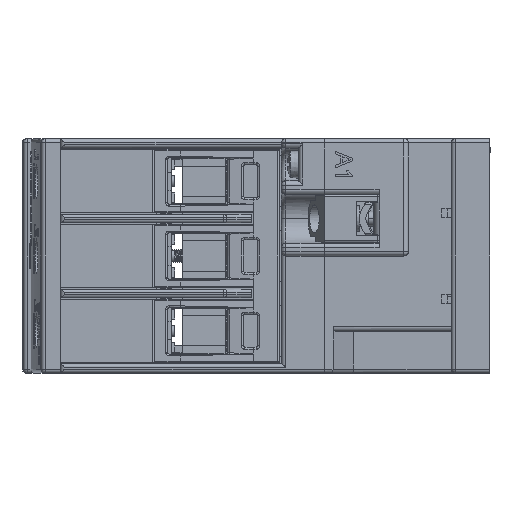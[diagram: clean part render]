
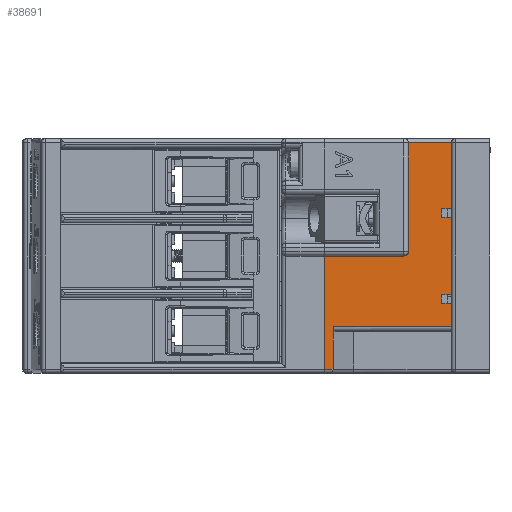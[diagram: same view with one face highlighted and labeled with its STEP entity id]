
A CAD part, left-side view. The second image highlights one B-rep face of the part: STEP entity #38691.
In plain terms, the highlighted planar face has unit normal (-1, 0, 0).
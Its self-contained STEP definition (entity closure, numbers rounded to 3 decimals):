
#10861 = ORIENTED_EDGE ( 'NONE', *, *, #21825, .T. ) ;
#10883 = ORIENTED_EDGE ( 'NONE', *, *, #21833, .T. ) ;
#10942 = ORIENTED_EDGE ( 'NONE', *, *, #25809, .T. ) ;
#10943 = ORIENTED_EDGE ( 'NONE', *, *, #21537, .F. ) ;
#10947 = ORIENTED_EDGE ( 'NONE', *, *, #21524, .F. ) ;
#10990 = ORIENTED_EDGE ( 'NONE', *, *, #25841, .F. ) ;
#10994 = ORIENTED_EDGE ( 'NONE', *, *, #21878, .F. ) ;
#10999 = ORIENTED_EDGE ( 'NONE', *, *, #21806, .F. ) ;
#11003 = ORIENTED_EDGE ( 'NONE', *, *, #21868, .T. ) ;
#11012 = ORIENTED_EDGE ( 'NONE', *, *, #21808, .T. ) ;
#11016 = ORIENTED_EDGE ( 'NONE', *, *, #21799, .F. ) ;
#11046 = ORIENTED_EDGE ( 'NONE', *, *, #21840, .F. ) ;
#11057 = ORIENTED_EDGE ( 'NONE', *, *, #21412, .F. ) ;
#16612 = VECTOR ( 'NONE', #165904, 1000. ) ;
#16731 = VECTOR ( 'NONE', #165795, 1000. ) ;
#16787 = VECTOR ( 'NONE', #166093, 1000. ) ;
#16806 = VECTOR ( 'NONE', #165962, 1000. ) ;
#17193 = VECTOR ( 'NONE', #59346, 1000. ) ;
#17204 = VECTOR ( 'NONE', #59384, 1000. ) ;
#17208 = VECTOR ( 'NONE', #59403, 1000. ) ;
#17235 = VECTOR ( 'NONE', #59644, 1000. ) ;
#17248 = VECTOR ( 'NONE', #59669, 1000. ) ;
#17256 = VECTOR ( 'NONE', #59740, 1000. ) ;
#17304 = VECTOR ( 'NONE', #60157, 1000. ) ;
#17325 = VECTOR ( 'NONE', #59756, 1000. ) ;
#17340 = VECTOR ( 'NONE', #59480, 1000. ) ;
#18994 = LINE ( 'NONE', #166010, #16612 ) ;
#19027 = LINE ( 'NONE', #166021, #16731 ) ;
#19044 = LINE ( 'NONE', #165859, #16787 ) ;
#19049 = LINE ( 'NONE', #166152, #16806 ) ;
#19147 = LINE ( 'NONE', #59344, #17193 ) ;
#19150 = LINE ( 'NONE', #59378, #17204 ) ;
#19151 = LINE ( 'NONE', #59390, #17208 ) ;
#19157 = LINE ( 'NONE', #59641, #17235 ) ;
#19160 = LINE ( 'NONE', #59667, #17248 ) ;
#19162 = LINE ( 'NONE', #59736, #17256 ) ;
#19173 = LINE ( 'NONE', #60155, #17304 ) ;
#19178 = LINE ( 'NONE', #60132, #17325 ) ;
#19182 = LINE ( 'NONE', #59717, #17340 ) ;
#21412 = EDGE_CURVE ( 'NONE', #39646, #40137, #18994, .T. ) ;
#21486 = EDGE_CURVE ( 'NONE', #170900, #39646, #19027, .T. ) ;
#21524 = EDGE_CURVE ( 'NONE', #170834, #40332, #19044, .T. ) ;
#21537 = EDGE_CURVE ( 'NONE', #40691, #39868, #19049, .T. ) ;
#21799 = EDGE_CURVE ( 'NONE', #40623, #39801, #19147, .T. ) ;
#21806 = EDGE_CURVE ( 'NONE', #40211, #40148, #19150, .T. ) ;
#21808 = EDGE_CURVE ( 'NONE', #40623, #40193, #19151, .T. ) ;
#21825 = EDGE_CURVE ( 'NONE', #39754, #39747, #19157, .T. ) ;
#21833 = EDGE_CURVE ( 'NONE', #170834, #39868, #19160, .T. ) ;
#21840 = EDGE_CURVE ( 'NONE', #39801, #39853, #19162, .T. ) ;
#21868 = EDGE_CURVE ( 'NONE', #40691, #39754, #19173, .T. ) ;
#21878 = EDGE_CURVE ( 'NONE', #39853, #39747, #19178, .T. ) ;
#21888 = EDGE_CURVE ( 'NONE', #40332, #40524, #19182, .T. ) ;
#25759 = EDGE_CURVE ( 'NONE', #170900, #40684, #66527, .T. ) ;
#25760 = EDGE_CURVE ( 'NONE', #40684, #40148, #66530, .T. ) ;
#25809 = EDGE_CURVE ( 'NONE', #40211, #40524, #134897, .T. ) ;
#25841 = EDGE_CURVE ( 'NONE', #40137, #40193, #66609, .T. ) ;
#31027 = EDGE_LOOP ( 'NONE', ( #10947, #10883, #10943, #11003, #10861, #10994, #11046, #11016, #11012, #10990, #11057, #141288, #140919, #140402, #10999, #10942, #140383 ) ) ;
#38691 = ADVANCED_FACE ( 'NONE', ( #157579 ), #192553, .F. ) ;
#39646 = VERTEX_POINT ( 'NONE', #155118 ) ;
#39747 = VERTEX_POINT ( 'NONE', #80813 ) ;
#39754 = VERTEX_POINT ( 'NONE', #80827 ) ;
#39801 = VERTEX_POINT ( 'NONE', #80918 ) ;
#39853 = VERTEX_POINT ( 'NONE', #81008 ) ;
#39868 = VERTEX_POINT ( 'NONE', #81032 ) ;
#40137 = VERTEX_POINT ( 'NONE', #81537 ) ;
#40148 = VERTEX_POINT ( 'NONE', #81557 ) ;
#40193 = VERTEX_POINT ( 'NONE', #81630 ) ;
#40211 = VERTEX_POINT ( 'NONE', #81657 ) ;
#40332 = VERTEX_POINT ( 'NONE', #81893 ) ;
#40524 = VERTEX_POINT ( 'NONE', #82269 ) ;
#40623 = VERTEX_POINT ( 'NONE', #94314 ) ;
#40684 = VERTEX_POINT ( 'NONE', #94354 ) ;
#40691 = VERTEX_POINT ( 'NONE', #94358 ) ;
#59344 = CARTESIAN_POINT ( 'NONE',  ( -50.652, -1.746, -9.027 ) ) ;
#59346 = DIRECTION ( 'NONE',  ( 0., 1., 0. ) ) ;
#59378 = CARTESIAN_POINT ( 'NONE',  ( -50.652, 6.078, 15.346 ) ) ;
#59384 = DIRECTION ( 'NONE',  ( 0., 0., 1. ) ) ;
#59390 = CARTESIAN_POINT ( 'NONE',  ( -50.652, -3.952, -27.382 ) ) ;
#59403 = DIRECTION ( 'NONE',  ( 0., 0., 1. ) ) ;
#59480 = DIRECTION ( 'NONE',  ( 0., -1., 0. ) ) ;
#59641 = CARTESIAN_POINT ( 'NONE',  ( -50.652, -3.952, -27.382 ) ) ;
#59644 = DIRECTION ( 'NONE',  ( 0., 0., 1. ) ) ;
#59667 = CARTESIAN_POINT ( 'NONE',  ( -50.652, 25.636, -26.379 ) ) ;
#59669 = DIRECTION ( 'NONE',  ( 0., -1., 0. ) ) ;
#59717 = CARTESIAN_POINT ( 'NONE',  ( -50.652, 45.659, 0. ) ) ;
#59736 = CARTESIAN_POINT ( 'NONE',  ( -50.652, -1.746, -9.027 ) ) ;
#59740 = DIRECTION ( 'NONE',  ( 0., 0., -1. ) ) ;
#59756 = DIRECTION ( 'NONE',  ( 0., -1., 0. ) ) ;
#60132 = CARTESIAN_POINT ( 'NONE',  ( -50.652, -1.746, -11.033 ) ) ;
#60155 = CARTESIAN_POINT ( 'NONE',  ( -50.652, -3.952, -16.55 ) ) ;
#60157 = DIRECTION ( 'NONE',  ( 0., -1., 0. ) ) ;
#66527 = LINE ( 'NONE', #131332, #134870 ) ;
#66530 = LINE ( 'NONE', #131334, #134871 ) ;
#66609 = LINE ( 'NONE', #69621, #134930 ) ;
#69462 = CARTESIAN_POINT ( 'NONE',  ( -50.652, 7.081, 1.003 ) ) ;
#69464 = DIRECTION ( 'NONE',  ( 1., 0., 0. ) ) ;
#69465 = DIRECTION ( 'NONE',  ( 0., -1., 0. ) ) ;
#69621 = CARTESIAN_POINT ( 'NONE',  ( -50.652, -1.746, 9.027 ) ) ;
#69623 = DIRECTION ( 'NONE',  ( 0., -1., 0. ) ) ;
#80813 = CARTESIAN_POINT ( 'NONE',  ( -50.652, -3.952, -11.033 ) ) ;
#80827 = CARTESIAN_POINT ( 'NONE',  ( -50.652, -3.952, -16.55 ) ) ;
#80918 = CARTESIAN_POINT ( 'NONE',  ( -50.652, -1.746, -9.027 ) ) ;
#81008 = CARTESIAN_POINT ( 'NONE',  ( -50.652, -1.746, -11.033 ) ) ;
#81032 = CARTESIAN_POINT ( 'NONE',  ( -50.652, 23.63, -26.379 ) ) ;
#81537 = CARTESIAN_POINT ( 'NONE',  ( -50.652, -1.746, 9.027 ) ) ;
#81557 = CARTESIAN_POINT ( 'NONE',  ( -50.652, 6.078, 26.379 ) ) ;
#81630 = CARTESIAN_POINT ( 'NONE',  ( -50.652, -3.952, 9.027 ) ) ;
#81657 = CARTESIAN_POINT ( 'NONE',  ( -50.652, 6.078, 1.003 ) ) ;
#81893 = CARTESIAN_POINT ( 'NONE',  ( -50.652, 25.636, 0. ) ) ;
#82269 = CARTESIAN_POINT ( 'NONE',  ( -50.652, 7.081, 0. ) ) ;
#94314 = CARTESIAN_POINT ( 'NONE',  ( -50.652, -3.952, -9.027 ) ) ;
#94354 = CARTESIAN_POINT ( 'NONE',  ( -50.652, -3.952, 26.379 ) ) ;
#94358 = CARTESIAN_POINT ( 'NONE',  ( -50.652, 23.63, -16.55 ) ) ;
#131332 = CARTESIAN_POINT ( 'NONE',  ( -50.652, -3.952, -27.382 ) ) ;
#131333 = DIRECTION ( 'NONE',  ( 0., 0., 1. ) ) ;
#131334 = CARTESIAN_POINT ( 'NONE',  ( -50.652, 6.078, 26.379 ) ) ;
#131335 = DIRECTION ( 'NONE',  ( 0., 1., 0. ) ) ;
#134870 = VECTOR ( 'NONE', #131333, 1000. ) ;
#134871 = VECTOR ( 'NONE', #131335, 1000. ) ;
#134897 = CIRCLE ( 'NONE', #134899, 1.003 ) ;
#134899 = AXIS2_PLACEMENT_3D ( 'NONE', #69462, #69464, #69465 ) ;
#134930 = VECTOR ( 'NONE', #69623, 1000. ) ;
#140383 = ORIENTED_EDGE ( 'NONE', *, *, #21888, .F. ) ;
#140402 = ORIENTED_EDGE ( 'NONE', *, *, #25760, .T. ) ;
#140919 = ORIENTED_EDGE ( 'NONE', *, *, #25759, .T. ) ;
#141288 = ORIENTED_EDGE ( 'NONE', *, *, #21486, .F. ) ;
#155118 = CARTESIAN_POINT ( 'NONE',  ( -50.652, -1.746, 11.033 ) ) ;
#155445 = AXIS2_PLACEMENT_3D ( 'NONE', #192554, #192555, #192556 ) ;
#157579 = FACE_OUTER_BOUND ( 'NONE', #31027, .T. ) ;
#160806 = CARTESIAN_POINT ( 'NONE',  ( -50.652, 25.636, -26.379 ) ) ;
#160831 = CARTESIAN_POINT ( 'NONE',  ( -50.652, -3.952, 11.033 ) ) ;
#165795 = DIRECTION ( 'NONE',  ( 0., 1., 0. ) ) ;
#165859 = CARTESIAN_POINT ( 'NONE',  ( -50.652, 25.636, 27.382 ) ) ;
#165904 = DIRECTION ( 'NONE',  ( 0., 0., -1. ) ) ;
#165962 = DIRECTION ( 'NONE',  ( 0., 0., -1. ) ) ;
#166010 = CARTESIAN_POINT ( 'NONE',  ( -50.652, -1.746, 11.033 ) ) ;
#166021 = CARTESIAN_POINT ( 'NONE',  ( -50.652, -1.746, 11.033 ) ) ;
#166093 = DIRECTION ( 'NONE',  ( 0., 0., 1. ) ) ;
#166152 = CARTESIAN_POINT ( 'NONE',  ( -50.652, 23.63, -27.382 ) ) ;
#170834 = VERTEX_POINT ( 'NONE', #160806 ) ;
#170900 = VERTEX_POINT ( 'NONE', #160831 ) ;
#192553 = PLANE ( 'NONE',  #155445 ) ;
#192554 = CARTESIAN_POINT ( 'NONE',  ( -50.652, 38.274, 27.382 ) ) ;
#192555 = DIRECTION ( 'NONE',  ( 1., 0., 0. ) ) ;
#192556 = DIRECTION ( 'NONE',  ( 0., 0., -1. ) ) ;
